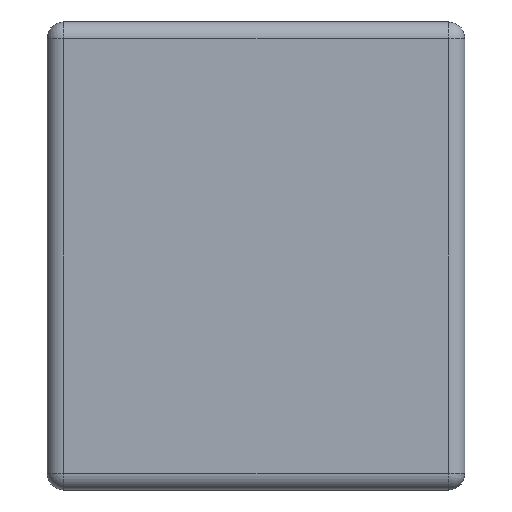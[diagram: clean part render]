
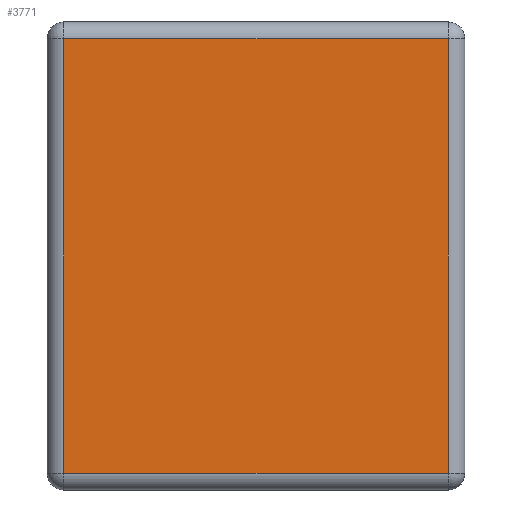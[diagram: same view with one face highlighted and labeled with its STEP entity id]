
A CAD part, left-side view. The second image highlights one B-rep face of the part: STEP entity #3771.
In plain terms, the highlighted planar face has unit normal (-1, 0, 0).
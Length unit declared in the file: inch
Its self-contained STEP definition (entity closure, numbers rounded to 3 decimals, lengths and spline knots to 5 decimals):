
#56=PLANE('',#4119);
#186=FACE_OUTER_BOUND('',#389,.T.);
#389=EDGE_LOOP('',(#2510,#2511,#2512,#2513));
#594=LINE('',#5848,#929);
#597=LINE('',#5860,#932);
#598=LINE('',#5864,#933);
#599=LINE('',#5865,#934);
#929=VECTOR('',#4648,0.3937);
#932=VECTOR('',#4665,0.3937);
#933=VECTOR('',#4670,0.3937);
#934=VECTOR('',#4671,0.3937);
#1483=VERTEX_POINT('',#5842);
#1485=VERTEX_POINT('',#5846);
#1487=VERTEX_POINT('',#5859);
#1488=VERTEX_POINT('',#5863);
#1873=EDGE_CURVE('',#1485,#1483,#594,.T.);
#1879=EDGE_CURVE('',#1483,#1487,#597,.T.);
#1881=EDGE_CURVE('',#1485,#1488,#598,.T.);
#1882=EDGE_CURVE('',#1487,#1488,#599,.T.);
#2510=ORIENTED_EDGE('',*,*,#1873,.F.);
#2511=ORIENTED_EDGE('',*,*,#1881,.T.);
#2512=ORIENTED_EDGE('',*,*,#1882,.F.);
#2513=ORIENTED_EDGE('',*,*,#1879,.F.);
#3771=ADVANCED_FACE('',(#186),#56,.T.);
#4119=AXIS2_PLACEMENT_3D('',#5862,#4668,#4669);
#4648=DIRECTION('',(0.,1.,0.));
#4665=DIRECTION('',(0.,0.,1.));
#4668=DIRECTION('center_axis',(-1.,0.,0.));
#4669=DIRECTION('ref_axis',(0.,-1.,0.));
#4670=DIRECTION('',(0.,0.,1.));
#4671=DIRECTION('',(0.,-1.,0.));
#5842=CARTESIAN_POINT('',(-0.03937,0.02264,0.00197));
#5846=CARTESIAN_POINT('',(-0.03937,-0.02264,0.00197));
#5848=CARTESIAN_POINT('',(-0.03937,0.01132,0.00197));
#5859=CARTESIAN_POINT('',(-0.03937,0.02264,0.05315));
#5860=CARTESIAN_POINT('',(-0.03937,0.02264,0.));
#5862=CARTESIAN_POINT('Origin',(-0.03937,0.02264,
0.));
#5863=CARTESIAN_POINT('',(-0.03937,-0.02264,0.05315));
#5864=CARTESIAN_POINT('',(-0.03937,-0.02264,0.));
#5865=CARTESIAN_POINT('',(-0.03937,0.01132,0.05315));
